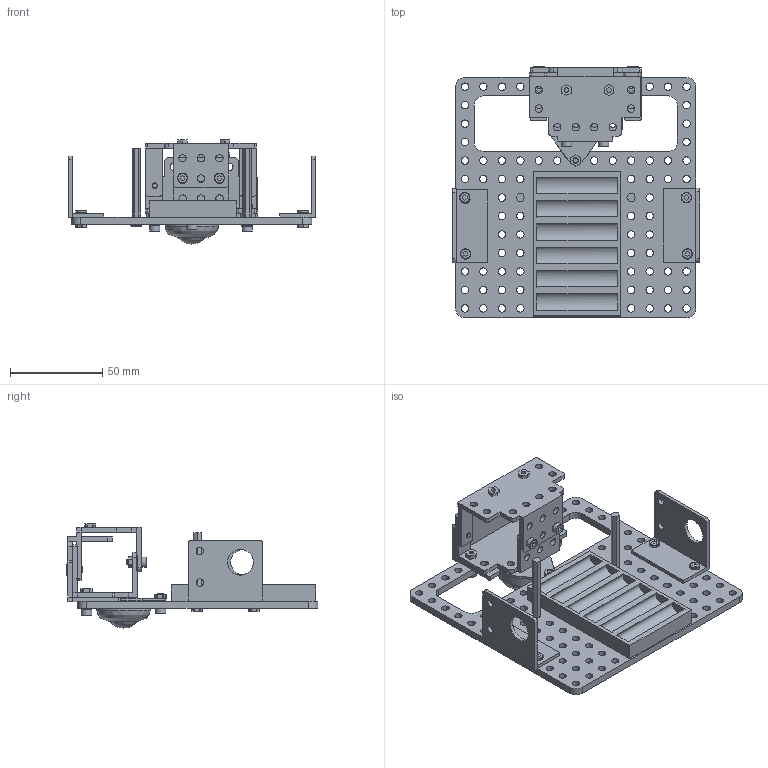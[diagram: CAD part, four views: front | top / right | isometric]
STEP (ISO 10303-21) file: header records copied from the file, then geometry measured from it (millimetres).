
FILE_DESCRIPTION(/* description */ (''),/* implementation_level */ '2;1');
FILE_NAME(/* name */ 'Untitled.step',/* time_stamp */ '2026-02-08T22:00:38+03:00',/* author */ (''),/* organization */ (''),/* preprocessor_version */ 'ST-DEVELOPER v20.1',/* originating_system */ 'Autodesk Translation Framework v14.21.0.0',/* authorisation */ '');
FILE_SCHEMA (('AUTOMOTIVE_DESIGN { 1 0 10303 214 3 1 1 }'));
Length unit declared in the file: millimetre
Products named in the file (6): 2026-01-16-20-28-30-060; 2026-01-26-21-38-44-386; 2026-02-06-13-19-41-513; 2026-02-06-16-47-46-078; 2026-02-06-13-19-41-513_1; 2026-02-08-17-46-06-777
Assembly tree (8 placements, depth 3):
  2026-01-16-20-28-30-060
    2026-01-26-21-38-44-386  x3
    2026-02-06-13-19-41-513
    2026-02-06-16-47-46-078
      2026-02-06-13-19-41-513_1
    2026-02-08-17-46-06-777  x2
Bounding box: 133.73 x 135.99 x 56.32 mm (x, y, z)
Volume: 108713.3 mm3; surface area: 82675.5 mm2
Topology: 36 solids, 36 shells, 839 faces, 2193 edges, 1457 vertices
Faces by surface type: plane 405, cylinder 385, torus 33, bspline 16
Full cylindrical faces by diameter (mm): 2.45 x11, 3 x13, 4 x185, 5 x2, 5.6 x9, 6 x4, 14 x2, 28.844 x1
Entity records: 23695 total; most frequent: CARTESIAN_POINT 4629, DIRECTION 4043, ORIENTED_EDGE 3692, EDGE_CURVE 1846, AXIS2_PLACEMENT_3D 1499, VERTEX_POINT 1231, EDGE_LOOP 1089, LINE 1045
